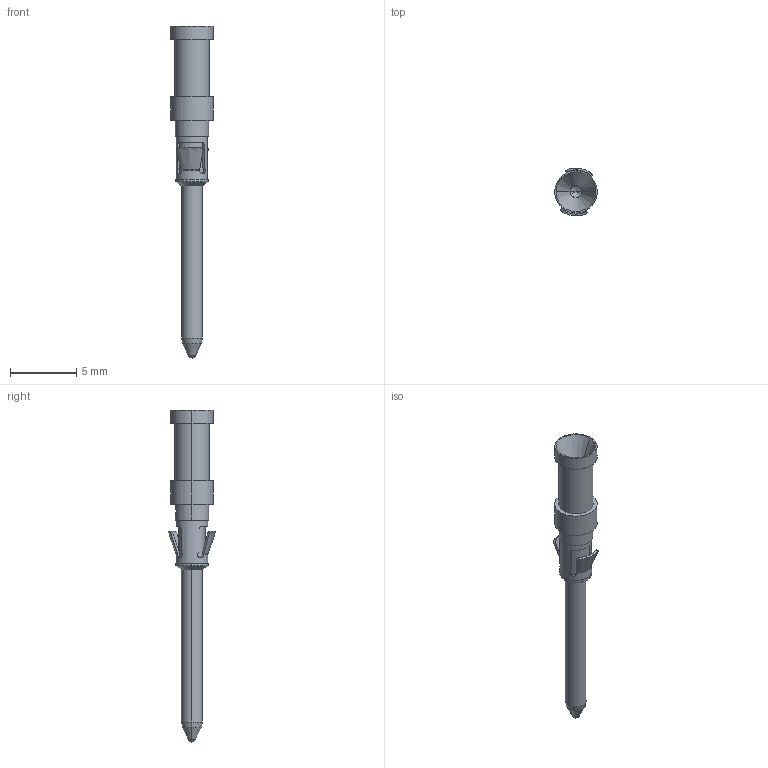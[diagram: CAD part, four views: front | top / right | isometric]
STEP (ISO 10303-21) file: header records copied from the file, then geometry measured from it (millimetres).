
FILE_DESCRIPTION((''),'2;1');
FILE_NAME('CDSM-1_75','2017-04-08T',('tl.yang'),(''),'PRO/ENGINEER BY PARAMETRIC TECHNOLOGY CORPORATION, 2011500','PRO/ENGINEER BY PARAMETRIC TECHNOLOGY CORPORATION, 2011500','');
FILE_SCHEMA(('CONFIG_CONTROL_DESIGN'));
Length unit declared in the file: millimetre
Products named in the file (1): CDSM-1_75
Bounding box: 3.2 x 3.61 x 25 mm (x, y, z)
Volume: 78.1 mm3; surface area: 248.3 mm2
Topology: 1 solids, 1 shells, 85 faces, 204 edges, 124 vertices
Faces by surface type: bspline 28, plane 27, cylinder 20, cone 8, sphere 2
Entity records: 3622 total; most frequent: CARTESIAN_POINT 1743, ORIENTED_EDGE 400, DIRECTION 332, EDGE_CURVE 200, VERTEX_POINT 124, AXIS2_PLACEMENT_3D 119, EDGE_LOOP 98, VECTOR 94
